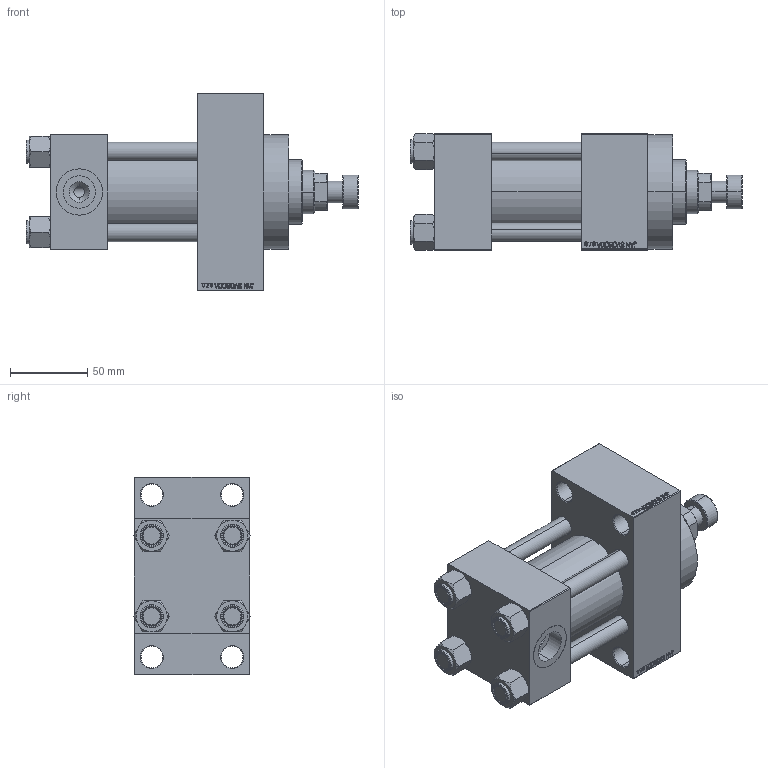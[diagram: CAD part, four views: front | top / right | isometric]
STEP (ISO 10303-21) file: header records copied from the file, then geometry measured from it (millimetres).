
FILE_DESCRIPTION (( 'STEP AP203' ), '1' );
FILE_NAME ('7dd6.STEP', '2022-04-16T13:01:36', ( '' ), ( '' ), 'SwSTEP 2.0', 'SolidWorks 2019', '' );
FILE_SCHEMA (( 'CONFIG_CONTROL_DESIGN' ));
Length unit declared in the file: millimetre
Products named in the file (7): V215CR_D_Body e08d633664f568ae69790ae702ee4b8a; V215CR_ROD_END_W e08d633664f568ae69790ae702ee4b8a; 7dd6; V215_VC_A e08d633664f568ae69790ae702ee4b8a; NUT_M5_D e08d633664f568ae69790ae702ee4b8a; V215CR_D_TYCINKA e08d633664f568ae69790ae702ee4b8a; V215CR_VCP_D e08d633664f568ae69790ae702ee4b8a
Assembly tree (12 placements, depth 2):
  7dd6
    V215CR_D_Body e08d633664f568ae69790ae702ee4b8a
    V215CR_VCP_D e08d633664f568ae69790ae702ee4b8a
    NUT_M5_D e08d633664f568ae69790ae702ee4b8a  x4
    V215CR_D_TYCINKA e08d633664f568ae69790ae702ee4b8a  x4
    V215_VC_A e08d633664f568ae69790ae702ee4b8a
    V215CR_ROD_END_W e08d633664f568ae69790ae702ee4b8a
Bounding box: 215 x 75.54 x 128 mm (x, y, z)
Volume: 820443.3 mm3; surface area: 171036.7 mm2
Topology: 12 solids, 12 shells, 1126 faces, 2794 edges, 1807 vertices
Faces by surface type: plane 503, bspline 368, cone 146, cylinder 97, torus 12
Entity records: 47909 total; most frequent: CARTESIAN_POINT 25167, ORIENTED_EDGE 5080, DIRECTION 3316, EDGE_CURVE 2540, VERTEX_POINT 1663, VECTOR 1516, LINE 1516, EDGE_LOOP 1141
